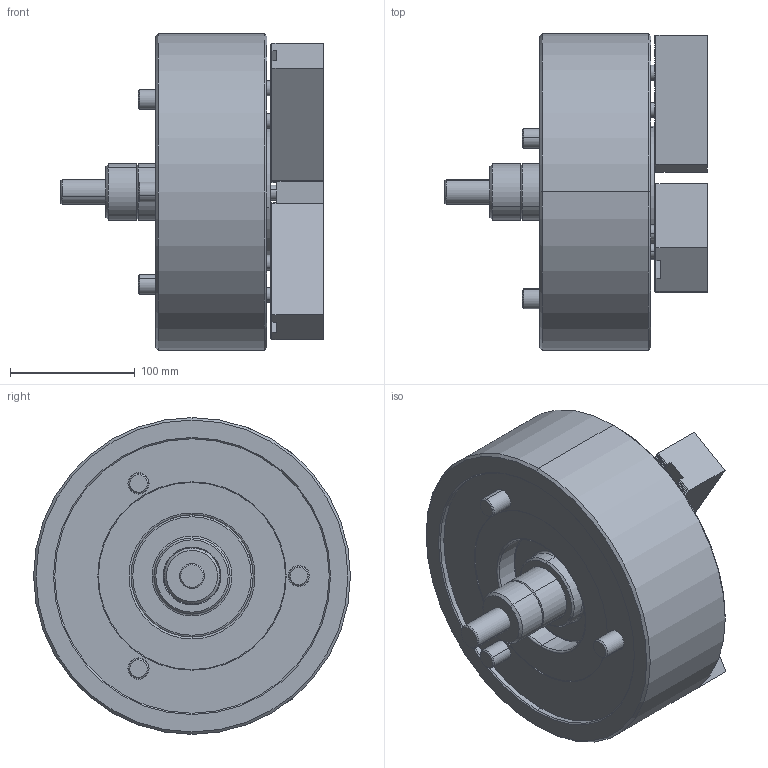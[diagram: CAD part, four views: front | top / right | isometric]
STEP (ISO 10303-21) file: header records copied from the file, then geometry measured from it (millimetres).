
FILE_DESCRIPTION (( 'STEP AP203' ), '1' );
FILE_NAME ('3N-10 外觀參考.STEP', '2016-04-28T06:45:13', ( 'temp' ), ( '' ), 'SwSTEP 2.0', 'SolidWorks 2015', '' );
FILE_SCHEMA (( 'CONFIG_CONTROL_DESIGN' ));
Length unit declared in the file: millimetre
Products named in the file (10): 3P-210中仁; 3N10-03000; 3N10-04000; 3P-10連接管螺帽; 3N10-01000; 3N-10 外觀參考; M12x30; M16x85; M20x90; SJ-10
Assembly tree (18 placements, depth 2):
  3N-10 外觀參考
    3N10-01000
    M12x30  x6
    M16x85  x3
    M20x90
    SJ-10  x3
    3P-210中仁
    3N10-03000
    3N10-04000
    3P-10連接管螺帽
Bounding box: 210.25 x 254 x 254 mm (x, y, z)
Volume: 4716772.8 mm3; surface area: 405897.2 mm2
Topology: 18 solids, 18 shells, 2207 faces, 6293 edges, 4138 vertices
Faces by surface type: plane 1541, cylinder 552, cone 106, torus 8
Entity records: 26864 total; most frequent: CARTESIAN_POINT 5475, ORIENTED_EDGE 4494, DIRECTION 3838, EDGE_CURVE 2247, VECTOR 1698, LINE 1698, VERTEX_POINT 1475, AXIS2_PLACEMENT_3D 1070
